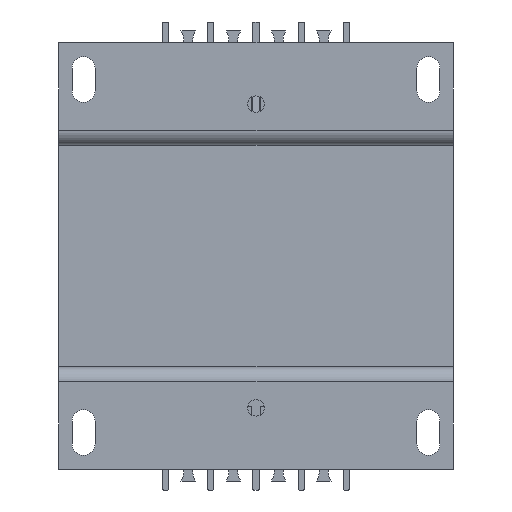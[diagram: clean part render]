
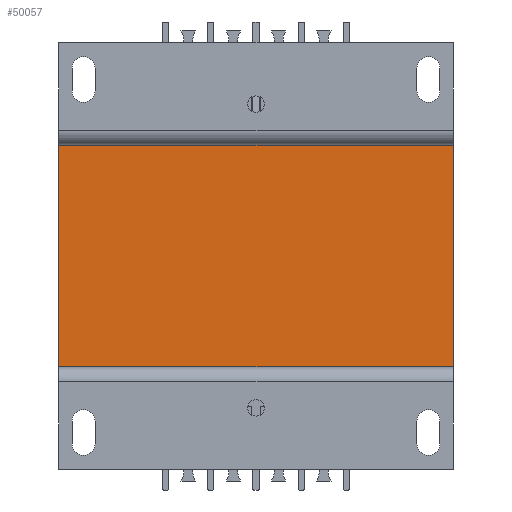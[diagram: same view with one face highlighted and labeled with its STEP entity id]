
A CAD part, front view. The second image highlights one B-rep face of the part: STEP entity #50057.
In plain terms, the highlighted planar face has unit normal (0, -1, 0).
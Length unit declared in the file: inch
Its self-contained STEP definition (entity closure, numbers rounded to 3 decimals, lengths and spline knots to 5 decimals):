
#686 = VECTOR ( 'NONE', #23987, 39.37008 ) ;
#3153 = VECTOR ( 'NONE', #70284, 39.37008 ) ;
#5581 = VERTEX_POINT ( 'NONE', #98157 ) ;
#7551 = ORIENTED_EDGE ( 'NONE', *, *, #127670, .F. ) ;
#9450 = LINE ( 'NONE', #120272, #3153 ) ;
#13959 = AXIS2_PLACEMENT_3D ( 'NONE', #56366, #125536, #36311 ) ;
#14828 = CARTESIAN_POINT ( 'NONE',  ( -1.88976, -1.5748, 1.06299 ) ) ;
#23987 = DIRECTION ( 'NONE',  ( 1., 0., 0. ) ) ;
#28317 = VERTEX_POINT ( 'NONE', #112981 ) ;
#28365 = ORIENTED_EDGE ( 'NONE', *, *, #123356, .F. ) ;
#29770 = EDGE_CURVE ( 'NONE', #31082, #28317, #39564, .T. ) ;
#31082 = VERTEX_POINT ( 'NONE', #125988 ) ;
#31850 = LINE ( 'NONE', #14828, #686 ) ;
#36311 = DIRECTION ( 'NONE',  ( 0., 0., 1. ) ) ;
#39564 = LINE ( 'NONE', #91499, #115866 ) ;
#50057 = ADVANCED_FACE ( 'NONE', ( #59301 ), #85957, .F. ) ;
#53773 = ORIENTED_EDGE ( 'NONE', *, *, #72588, .F. ) ;
#54642 = CARTESIAN_POINT ( 'NONE',  ( -1.88976, -1.5748, 1.06299 ) ) ;
#56366 = CARTESIAN_POINT ( 'NONE',  ( -1.88976, -1.5748, 1.06299 ) ) ;
#59301 = FACE_OUTER_BOUND ( 'NONE', #70868, .T. ) ;
#70284 = DIRECTION ( 'NONE',  ( -1., 0., 0. ) ) ;
#70868 = EDGE_LOOP ( 'NONE', ( #85312, #7551, #28365, #53773 ) ) ;
#71820 = LINE ( 'NONE', #54642, #98289 ) ;
#72588 = EDGE_CURVE ( 'NONE', #28317, #5581, #9450, .T. ) ;
#81930 = DIRECTION ( 'NONE',  ( 0., 0., -1. ) ) ;
#85312 = ORIENTED_EDGE ( 'NONE', *, *, #29770, .F. ) ;
#85957 = PLANE ( 'NONE',  #13959 ) ;
#91499 = CARTESIAN_POINT ( 'NONE',  ( 1.88976, -1.5748, 1.06299 ) ) ;
#92549 = VERTEX_POINT ( 'NONE', #127153 ) ;
#98157 = CARTESIAN_POINT ( 'NONE',  ( -1.88976, -1.5748, -1.06299 ) ) ;
#98289 = VECTOR ( 'NONE', #124244, 39.37008 ) ;
#112981 = CARTESIAN_POINT ( 'NONE',  ( 1.88976, -1.5748, -1.06299 ) ) ;
#115866 = VECTOR ( 'NONE', #81930, 39.37008 ) ;
#120272 = CARTESIAN_POINT ( 'NONE',  ( -1.88976, -1.5748, -1.06299 ) ) ;
#123356 = EDGE_CURVE ( 'NONE', #5581, #92549, #71820, .T. ) ;
#124244 = DIRECTION ( 'NONE',  ( 0., 0., 1. ) ) ;
#125536 = DIRECTION ( 'NONE',  ( 0., 1., 0. ) ) ;
#125988 = CARTESIAN_POINT ( 'NONE',  ( 1.88976, -1.5748, 1.06299 ) ) ;
#127153 = CARTESIAN_POINT ( 'NONE',  ( -1.88976, -1.5748, 1.06299 ) ) ;
#127670 = EDGE_CURVE ( 'NONE', #92549, #31082, #31850, .T. ) ;
